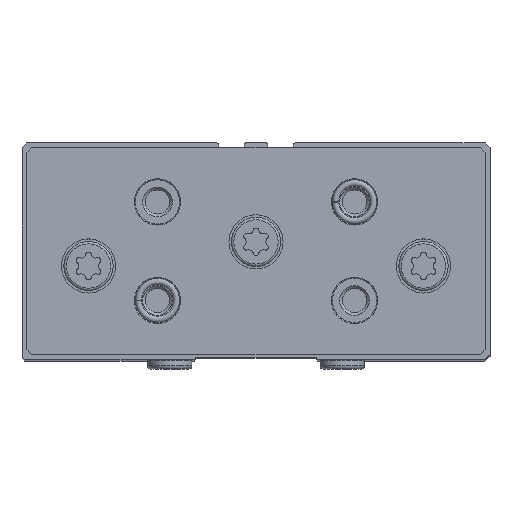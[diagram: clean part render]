
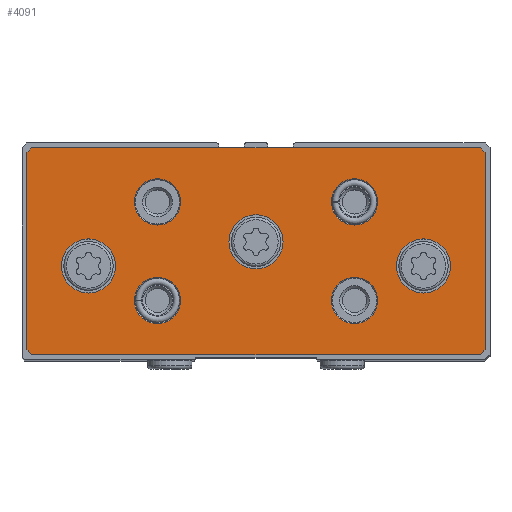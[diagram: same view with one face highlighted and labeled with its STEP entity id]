
A CAD part, top view. The second image highlights one B-rep face of the part: STEP entity #4091.
In plain terms, the highlighted face is planar.
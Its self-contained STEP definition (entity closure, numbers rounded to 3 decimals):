
#373=LINE('',#6876,#567);
#374=LINE('',#6879,#568);
#375=LINE('',#6881,#569);
#376=LINE('',#6883,#570);
#377=LINE('',#6885,#571);
#378=LINE('',#6887,#572);
#379=LINE('',#6889,#573);
#380=LINE('',#6891,#574);
#567=VECTOR('',#5573,1000.);
#568=VECTOR('',#5574,1000.);
#569=VECTOR('',#5575,1000.);
#570=VECTOR('',#5576,1000.);
#571=VECTOR('',#5577,1000.);
#572=VECTOR('',#5578,1000.);
#573=VECTOR('',#5579,1000.);
#574=VECTOR('',#5580,1000.);
#1137=ORIENTED_EDGE('',*,*,#1907,.F.);
#1138=ORIENTED_EDGE('',*,*,#1908,.F.);
#1139=ORIENTED_EDGE('',*,*,#1909,.F.);
#1140=ORIENTED_EDGE('',*,*,#1910,.F.);
#1141=ORIENTED_EDGE('',*,*,#1911,.F.);
#1142=ORIENTED_EDGE('',*,*,#1912,.F.);
#1143=ORIENTED_EDGE('',*,*,#1913,.F.);
#1144=ORIENTED_EDGE('',*,*,#1914,.T.);
#1145=ORIENTED_EDGE('',*,*,#1915,.T.);
#1146=ORIENTED_EDGE('',*,*,#1916,.T.);
#1147=ORIENTED_EDGE('',*,*,#1917,.T.);
#1148=ORIENTED_EDGE('',*,*,#1918,.T.);
#1149=ORIENTED_EDGE('',*,*,#1919,.T.);
#1150=ORIENTED_EDGE('',*,*,#1920,.T.);
#1151=ORIENTED_EDGE('',*,*,#1921,.T.);
#1907=EDGE_CURVE('',#2377,#2377,#2714,.T.);
#1908=EDGE_CURVE('',#2378,#2378,#2715,.T.);
#1909=EDGE_CURVE('',#2379,#2379,#2716,.T.);
#1910=EDGE_CURVE('',#2380,#2380,#2717,.T.);
#1911=EDGE_CURVE('',#2381,#2381,#2718,.T.);
#1912=EDGE_CURVE('',#2382,#2382,#2719,.T.);
#1913=EDGE_CURVE('',#2383,#2383,#2720,.T.);
#1914=EDGE_CURVE('',#2384,#2385,#373,.T.);
#1915=EDGE_CURVE('',#2385,#2386,#374,.T.);
#1916=EDGE_CURVE('',#2386,#2387,#375,.T.);
#1917=EDGE_CURVE('',#2387,#2388,#376,.T.);
#1918=EDGE_CURVE('',#2388,#2389,#377,.T.);
#1919=EDGE_CURVE('',#2389,#2390,#378,.T.);
#1920=EDGE_CURVE('',#2390,#2391,#379,.T.);
#1921=EDGE_CURVE('',#2391,#2384,#380,.T.);
#2377=VERTEX_POINT('',#6863);
#2378=VERTEX_POINT('',#6865);
#2379=VERTEX_POINT('',#6867);
#2380=VERTEX_POINT('',#6869);
#2381=VERTEX_POINT('',#6871);
#2382=VERTEX_POINT('',#6873);
#2383=VERTEX_POINT('',#6875);
#2384=VERTEX_POINT('',#6877);
#2385=VERTEX_POINT('',#6878);
#2386=VERTEX_POINT('',#6880);
#2387=VERTEX_POINT('',#6882);
#2388=VERTEX_POINT('',#6884);
#2389=VERTEX_POINT('',#6886);
#2390=VERTEX_POINT('',#6888);
#2391=VERTEX_POINT('',#6890);
#2714=CIRCLE('',#4579,5.5);
#2715=CIRCLE('',#4580,5.5);
#2716=CIRCLE('',#4581,5.5);
#2717=CIRCLE('',#4582,4.7);
#2718=CIRCLE('',#4583,4.7);
#2719=CIRCLE('',#4584,4.7);
#2720=CIRCLE('',#4585,4.7);
#3130=EDGE_LOOP('',(#1137));
#3131=EDGE_LOOP('',(#1138));
#3132=EDGE_LOOP('',(#1139));
#3133=EDGE_LOOP('',(#1140));
#3134=EDGE_LOOP('',(#1141));
#3135=EDGE_LOOP('',(#1142));
#3136=EDGE_LOOP('',(#1143));
#3137=EDGE_LOOP('',(#1144,#1145,#1146,#1147,#1148,#1149,#1150,#1151));
#3618=FACE_BOUND('',#3130,.T.);
#3619=FACE_BOUND('',#3131,.T.);
#3620=FACE_BOUND('',#3132,.T.);
#3621=FACE_BOUND('',#3133,.T.);
#3622=FACE_BOUND('',#3134,.T.);
#3623=FACE_BOUND('',#3135,.T.);
#3624=FACE_BOUND('',#3136,.T.);
#3625=FACE_BOUND('',#3137,.T.);
#3894=PLANE('',#4578);
#4091=ADVANCED_FACE('',(#3618,#3619,#3620,#3621,#3622,#3623,#3624,#3625),
#3894,.T.);
#4578=AXIS2_PLACEMENT_3D('',#6861,#5557,#5558);
#4579=AXIS2_PLACEMENT_3D('',#6862,#5559,#5560);
#4580=AXIS2_PLACEMENT_3D('',#6864,#5561,#5562);
#4581=AXIS2_PLACEMENT_3D('',#6866,#5563,#5564);
#4582=AXIS2_PLACEMENT_3D('',#6868,#5565,#5566);
#4583=AXIS2_PLACEMENT_3D('',#6870,#5567,#5568);
#4584=AXIS2_PLACEMENT_3D('',#6872,#5569,#5570);
#4585=AXIS2_PLACEMENT_3D('',#6874,#5571,#5572);
#5557=DIRECTION('',(1.,0.,0.));
#5558=DIRECTION('',(0.,0.,-1.));
#5559=DIRECTION('',(1.,0.,0.));
#5560=DIRECTION('',(0.,0.,-1.));
#5561=DIRECTION('',(1.,0.,0.));
#5562=DIRECTION('',(0.,0.,-1.));
#5563=DIRECTION('',(1.,0.,0.));
#5564=DIRECTION('',(0.,0.,-1.));
#5565=DIRECTION('',(1.,0.,0.));
#5566=DIRECTION('',(0.,0.,-1.));
#5567=DIRECTION('',(1.,0.,0.));
#5568=DIRECTION('',(0.,0.,-1.));
#5569=DIRECTION('',(1.,0.,0.));
#5570=DIRECTION('',(0.,0.,-1.));
#5571=DIRECTION('',(1.,0.,0.));
#5572=DIRECTION('',(0.,0.,-1.));
#5573=DIRECTION('',(0.,-1.,0.));
#5574=DIRECTION('',(0.,-0.707,-0.707));
#5575=DIRECTION('',(0.,0.,-1.));
#5576=DIRECTION('',(0.,0.707,-0.707));
#5577=DIRECTION('',(0.,1.,0.));
#5578=DIRECTION('',(0.,0.707,0.707));
#5579=DIRECTION('',(0.,0.,1.));
#5580=DIRECTION('',(0.,-0.707,0.707));
#6861=CARTESIAN_POINT('',(14.,0.,0.));
#6862=CARTESIAN_POINT('',(14.,0.,0.));
#6863=CARTESIAN_POINT('',(14.,0.,-5.5));
#6864=CARTESIAN_POINT('',(14.,-4.9,34.));
#6865=CARTESIAN_POINT('',(14.,-4.9,28.5));
#6866=CARTESIAN_POINT('',(14.,-4.9,-34.));
#6867=CARTESIAN_POINT('',(14.,-4.9,-39.5));
#6868=CARTESIAN_POINT('',(14.,-11.9,20.));
#6869=CARTESIAN_POINT('',(14.,-11.9,15.3));
#6870=CARTESIAN_POINT('',(14.,-11.9,-20.));
#6871=CARTESIAN_POINT('',(14.,-11.9,-24.7));
#6872=CARTESIAN_POINT('',(14.,8.1,20.));
#6873=CARTESIAN_POINT('',(14.,8.1,15.3));
#6874=CARTESIAN_POINT('',(14.,8.1,-20.));
#6875=CARTESIAN_POINT('',(14.,8.1,-24.7));
#6876=CARTESIAN_POINT('',(14.,18.1,46.5));
#6877=CARTESIAN_POINT('',(14.,18.1,46.5));
#6878=CARTESIAN_POINT('',(14.,-21.9,46.5));
#6879=CARTESIAN_POINT('',(14.,-21.9,46.5));
#6880=CARTESIAN_POINT('',(14.,-22.9,45.5));
#6881=CARTESIAN_POINT('',(14.,-22.9,45.5));
#6882=CARTESIAN_POINT('',(14.,-22.9,-45.5));
#6883=CARTESIAN_POINT('',(14.,-22.9,-45.5));
#6884=CARTESIAN_POINT('',(14.,-21.9,-46.5));
#6885=CARTESIAN_POINT('',(14.,-21.9,-46.5));
#6886=CARTESIAN_POINT('',(14.,18.1,-46.5));
#6887=CARTESIAN_POINT('',(14.,18.1,-46.5));
#6888=CARTESIAN_POINT('',(14.,19.1,-45.5));
#6889=CARTESIAN_POINT('',(14.,19.1,-45.5));
#6890=CARTESIAN_POINT('',(14.,19.1,45.5));
#6891=CARTESIAN_POINT('',(14.,19.1,45.5));
